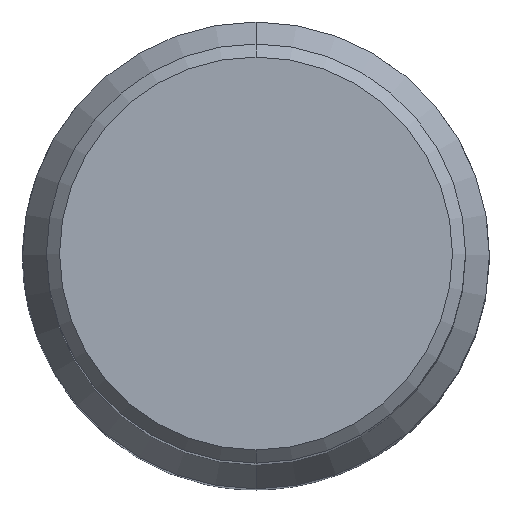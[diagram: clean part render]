
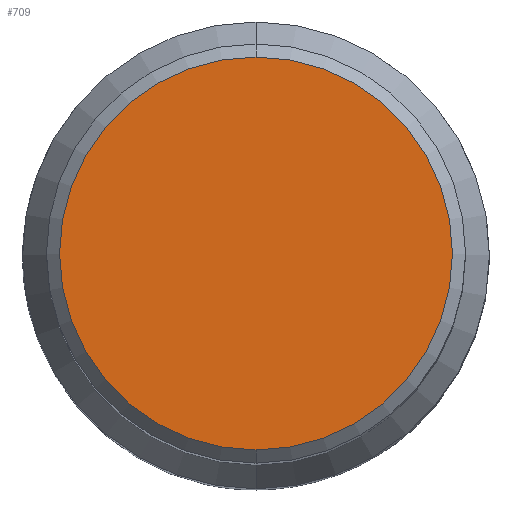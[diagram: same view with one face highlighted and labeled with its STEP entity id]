
A CAD part, top view. The second image highlights one B-rep face of the part: STEP entity #709.
In plain terms, the highlighted planar face has unit normal (0, 0, 1).
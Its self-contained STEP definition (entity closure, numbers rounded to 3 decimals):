
#397=EDGE_CURVE('',#897,#665,#1022,.T.);
#665=VERTEX_POINT('',#1312);
#709=ADVANCED_FACE('',(#1362),#1363,.T.);
#849=EDGE_CURVE('',#665,#897,#1514,.T.);
#897=VERTEX_POINT('',#1567);
#1022=CIRCLE('',#1726,15.0);
#1312=CARTESIAN_POINT('',(0.0,15.0,0.0));
#1362=FACE_OUTER_BOUND('',#2458,.T.);
#1363=PLANE('',#2459);
#1514=CIRCLE('',#2805,15.0);
#1567=CARTESIAN_POINT('',(0.,-15.0,0.0));
#1726=AXIS2_PLACEMENT_3D('',#3063,#3064,#3065);
#2458=EDGE_LOOP('',(#3447,#3448));
#2459=AXIS2_PLACEMENT_3D('',#3449,#3450,#3451);
#2805=AXIS2_PLACEMENT_3D('',#3602,#3603,#3604);
#3063=CARTESIAN_POINT('',(0.0,0.0,0.0));
#3064=DIRECTION('',(0.0,0.0,-1.0));
#3065=DIRECTION('',(0.0,1.0,0.0));
#3447=ORIENTED_EDGE('',*,*,#849,.F.);
#3448=ORIENTED_EDGE('',*,*,#397,.F.);
#3449=CARTESIAN_POINT('',(0.0,7.5,0.0));
#3450=DIRECTION('',(-0.0,0.0,1.0));
#3451=DIRECTION('',(0.0,-1.0,0.0));
#3602=CARTESIAN_POINT('',(0.0,0.0,0.0));
#3603=DIRECTION('',(0.0,0.0,-1.0));
#3604=DIRECTION('',(0.0,1.0,0.0));
